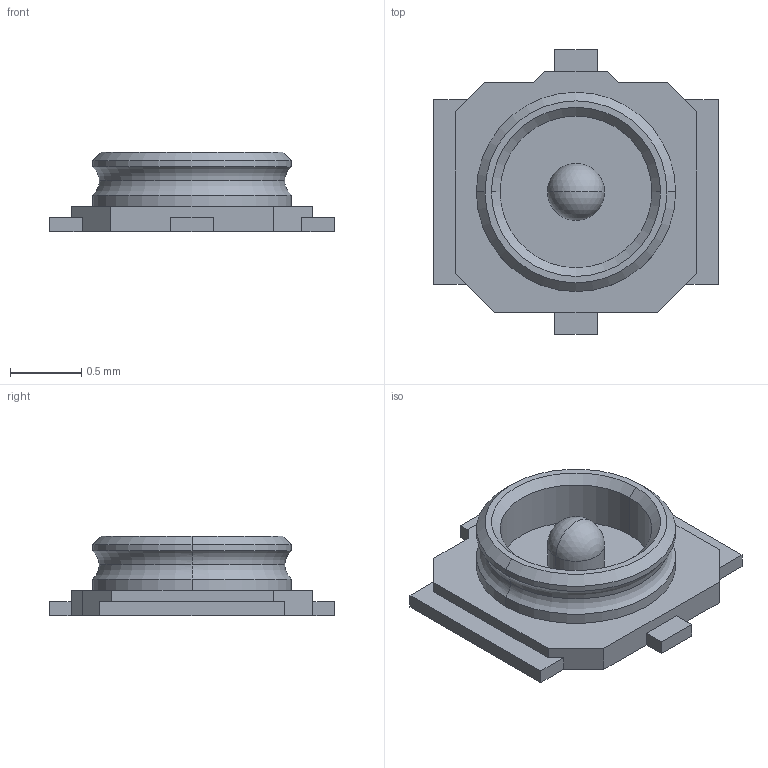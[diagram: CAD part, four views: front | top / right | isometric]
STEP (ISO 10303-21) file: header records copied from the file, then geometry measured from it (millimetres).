
FILE_DESCRIPTION (( 'STEP AP214' ), '1' );
FILE_NAME ('HIROSE_X.FL-R-SMT-1.STEP', '2022-01-30T17:32:22', ( '' ), ( '' ), 'SwSTEP 2.0', 'SolidWorks 2019', '' );
FILE_SCHEMA (( 'AUTOMOTIVE_DESIGN' ));
Length unit declared in the file: millimetre
Products named in the file (1): HIROSE_X.FL-R-SMT-1
Bounding box: 2 x 2 x 0.56 mm (x, y, z)
Volume: 0.8 mm3; surface area: 10.7 mm2
Topology: 1 solids, 1 shells, 50 faces, 128 edges, 81 vertices
Faces by surface type: plane 32, cylinder 8, torus 4, cone 4, sphere 2
Entity records: 2052 total; most frequent: DIRECTION 254, CARTESIAN_POINT 254, ORIENTED_EDGE 248, EDGE_CURVE 124, VECTOR 96, LINE 96, AXIS2_PLACEMENT_3D 79, VERTEX_POINT 79
